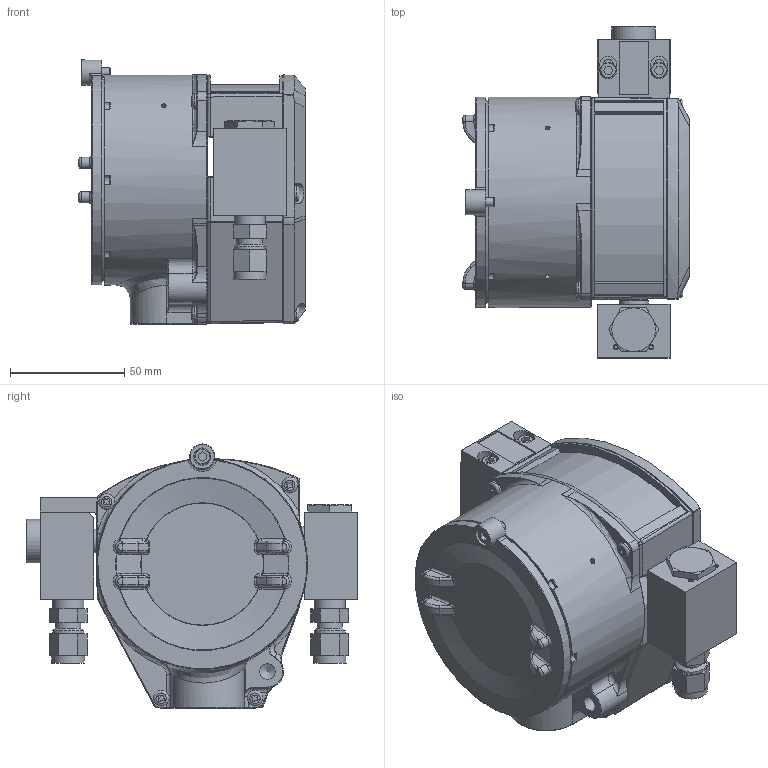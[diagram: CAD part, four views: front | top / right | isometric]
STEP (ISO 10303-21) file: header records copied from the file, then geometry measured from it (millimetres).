
FILE_DESCRIPTION(/* description */ (''),/* implementation_level */ '2;1');
FILE_NAME(/* name */ '3750C-ABCDEF-2-A-EFGHJK-A-0.stp',/* time_stamp */ '2017-09-20T10:36:07+02:00',/* author */ (''),/* organization */ (''),/* preprocessor_version */ 'ST-DEVELOPER v16',/* originating_system */ 'SIEMENS PLM Software NX 11.0',/* authorisation */ '');
FILE_SCHEMA (('AP203_CONFIGURATION_CONTROLLED_3D_DESIGN_OF_MECHANICAL_PARTS_AND_ASSEMBLIES_MIM_LF { 1 0 10303 403 2 1 2}'));
Length unit declared in the file: millimetre
Products named in the file (1): 3750C-ABCDEF-2-A-EFGHJK-A-0
Bounding box: 98.88 x 145.06 x 115.4 mm (x, y, z)
Volume: 479474.7 mm3; surface area: 161510.4 mm2
Topology: 23 solids, 24 shells, 1763 faces, 4118 edges, 2413 vertices
Faces by surface type: cylinder 590, plane 522, torus 240, bspline 185, cone 120, sphere 96, extrusion 10
Full cylindrical faces by diameter (mm): 1.664 x2, 2.2 x2, 3.454 x8, 3.52 x9, 4 x4, 4.036 x3, 4.181 x6, 4.369 x4, 4.826 x2, 4.841 x2, 5.563 x1, 6.35 x3, 6.8 x1, 6.858 x11, 7.087 x1, 7.5 x1, 7.925 x1, 9.906 x1, 10.185 x2, 10.236 x1, 10.3 x1, 10.338 x3, 10.376 x1, 10.693 x2, 11 x1, 11.113 x2, 11.676 x3, 12.573 x1, 12.624 x1, 12.667 x1
Entity records: 53824 total; most frequent: CARTESIAN_POINT 15285, DIRECTION 8222, ORIENTED_EDGE 7528, EDGE_CURVE 3764, AXIS2_PLACEMENT_3D 3351, VERTEX_POINT 2364, EDGE_LOOP 2089, ADVANCED_FACE 1761
